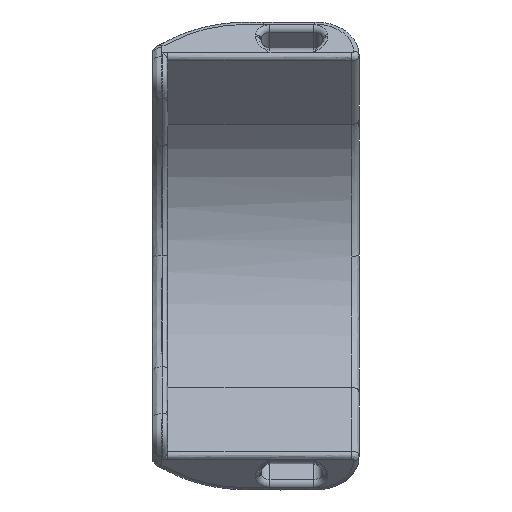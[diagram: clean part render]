
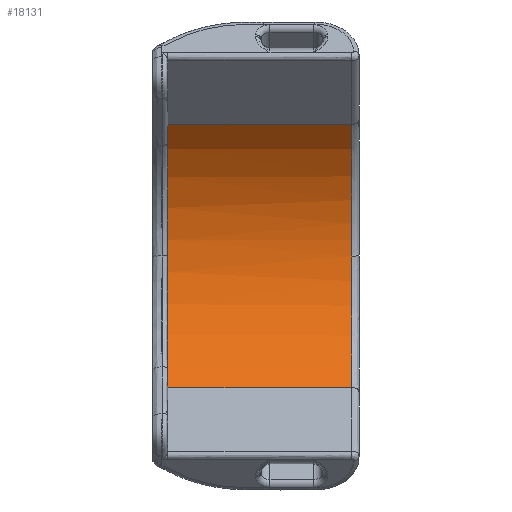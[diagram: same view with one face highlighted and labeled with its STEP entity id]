
A CAD part, left-side view. The second image highlights one B-rep face of the part: STEP entity #18131.
In plain terms, the highlighted cylindrical face has radius 25.293 mm (diameter 50.586 mm), a partial arc.
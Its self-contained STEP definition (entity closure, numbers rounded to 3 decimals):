
#41 = CYLINDRICAL_SURFACE ( 'NONE', #22373, 25.293 ) ;
#250 = CARTESIAN_POINT ( 'NONE',  ( 22.05, 1., 15.427 ) ) ;
#778 = CARTESIAN_POINT ( 'NONE',  ( 23.657, 1., -12.676 ) ) ;
#967 = EDGE_CURVE ( 'NONE', #22435, #14295, #17271, .T. ) ;
#1637 = CARTESIAN_POINT ( 'NONE',  ( 26.998, 1., 3.145 ) ) ;
#2551 = CARTESIAN_POINT ( 'NONE',  ( 19.592, 26., 17.885 ) ) ;
#2658 = EDGE_CURVE ( 'NONE', #14295, #8225, #4523, .T. ) ;
#2670 = VECTOR ( 'NONE', #6761, 1000. ) ;
#2848 = CIRCLE ( 'NONE', #15631, 25.293 ) ;
#3048 = VECTOR ( 'NONE', #4475, 1000. ) ;
#3760 = DIRECTION ( 'NONE',  ( 0., 0., 1. ) ) ;
#4127 = LINE ( 'NONE', #13286, #3048 ) ;
#4301 = B_SPLINE_CURVE_WITH_KNOTS ( 'NONE', 3,
 ( #13872, #250, #8619, #1637, #15600 ),
 .UNSPECIFIED., .F., .F.,
 ( 4, 1, 4 ),
 ( 0., 0.525, 1. ),
 .UNSPECIFIED. ) ;
#4475 = DIRECTION ( 'NONE',  ( 0., -1., 0. ) ) ;
#4523 = B_SPLINE_CURVE_WITH_KNOTS ( 'NONE', 3,
 ( #9936, #21827, #11423, #778, #7759, #8325, #8434, #8646, #8545, #12082 ),
 .UNSPECIFIED., .F., .F.,
 ( 4, 2, 2, 2, 4 ),
 ( 0., 0.25, 0.5, 0.75, 1. ),
 .UNSPECIFIED. ) ;
#5482 = CARTESIAN_POINT ( 'NONE',  ( 1.707, 26., 0. ) ) ;
#6480 = ORIENTED_EDGE ( 'NONE', *, *, #13127, .F. ) ;
#6761 = DIRECTION ( 'NONE',  ( 0., -1., 0. ) ) ;
#7030 = CARTESIAN_POINT ( 'NONE',  ( 19.592, 1., -17.885 ) ) ;
#7759 = CARTESIAN_POINT ( 'NONE',  ( 24.441, 1., -11.209 ) ) ;
#8225 = VERTEX_POINT ( 'NONE', #17677 ) ;
#8325 = CARTESIAN_POINT ( 'NONE',  ( 25.708, 1., -8.15 ) ) ;
#8434 = CARTESIAN_POINT ( 'NONE',  ( 26.191, 1., -6.558 ) ) ;
#8545 = CARTESIAN_POINT ( 'NONE',  ( 27., 1., -1.655 ) ) ;
#8619 = CARTESIAN_POINT ( 'NONE',  ( 25.752, 1., 9.766 ) ) ;
#8646 = CARTESIAN_POINT ( 'NONE',  ( 26.837, 1., -3.311 ) ) ;
#8775 = VERTEX_POINT ( 'NONE', #2551 ) ;
#9936 = CARTESIAN_POINT ( 'NONE',  ( 19.592, 1., -17.885 ) ) ;
#11423 = CARTESIAN_POINT ( 'NONE',  ( 21.818, 1., -15.428 ) ) ;
#11561 = ORIENTED_EDGE ( 'NONE', *, *, #967, .T. ) ;
#12082 = CARTESIAN_POINT ( 'NONE',  ( 27., 1., 0. ) ) ;
#12216 = CARTESIAN_POINT ( 'NONE',  ( 19.592, 26., -17.885 ) ) ;
#12455 = DIRECTION ( 'NONE',  ( 0., 1., 0. ) ) ;
#13127 = EDGE_CURVE ( 'NONE', #20697, #8225, #4301, .T. ) ;
#13286 = CARTESIAN_POINT ( 'NONE',  ( 19.592, 67.783, 17.885 ) ) ;
#13493 = EDGE_LOOP ( 'NONE', ( #16219, #19588, #11561, #17161, #6480 ) ) ;
#13872 = CARTESIAN_POINT ( 'NONE',  ( 19.592, 1., 17.885 ) ) ;
#14000 = FACE_OUTER_BOUND ( 'NONE', #13493, .T. ) ;
#14295 = VERTEX_POINT ( 'NONE', #7030 ) ;
#15600 = CARTESIAN_POINT ( 'NONE',  ( 27., 1., 0. ) ) ;
#15631 = AXIS2_PLACEMENT_3D ( 'NONE', #5482, #12455, #3760 ) ;
#15775 = CARTESIAN_POINT ( 'NONE',  ( 19.592, 67.783, -17.885 ) ) ;
#15953 = DIRECTION ( 'NONE',  ( 0., -1., 0. ) ) ;
#16219 = ORIENTED_EDGE ( 'NONE', *, *, #18523, .F. ) ;
#17161 = ORIENTED_EDGE ( 'NONE', *, *, #2658, .T. ) ;
#17271 = LINE ( 'NONE', #15775, #2670 ) ;
#17332 = DIRECTION ( 'NONE',  ( 0., 0., -1. ) ) ;
#17677 = CARTESIAN_POINT ( 'NONE',  ( 27., 1., 0. ) ) ;
#18131 = ADVANCED_FACE ( 'NONE', ( #14000 ), #41, .F. ) ;
#18523 = EDGE_CURVE ( 'NONE', #8775, #20697, #4127, .T. ) ;
#19588 = ORIENTED_EDGE ( 'NONE', *, *, #20262, .T. ) ;
#20262 = EDGE_CURVE ( 'NONE', #8775, #22435, #2848, .T. ) ;
#20697 = VERTEX_POINT ( 'NONE', #21605 ) ;
#21605 = CARTESIAN_POINT ( 'NONE',  ( 19.592, 1., 17.885 ) ) ;
#21827 = CARTESIAN_POINT ( 'NONE',  ( 20.762, 1., -16.714 ) ) ;
#22373 = AXIS2_PLACEMENT_3D ( 'NONE', #22592, #15953, #17332 ) ;
#22435 = VERTEX_POINT ( 'NONE', #12216 ) ;
#22592 = CARTESIAN_POINT ( 'NONE',  ( 1.707, 67.783, 0. ) ) ;
